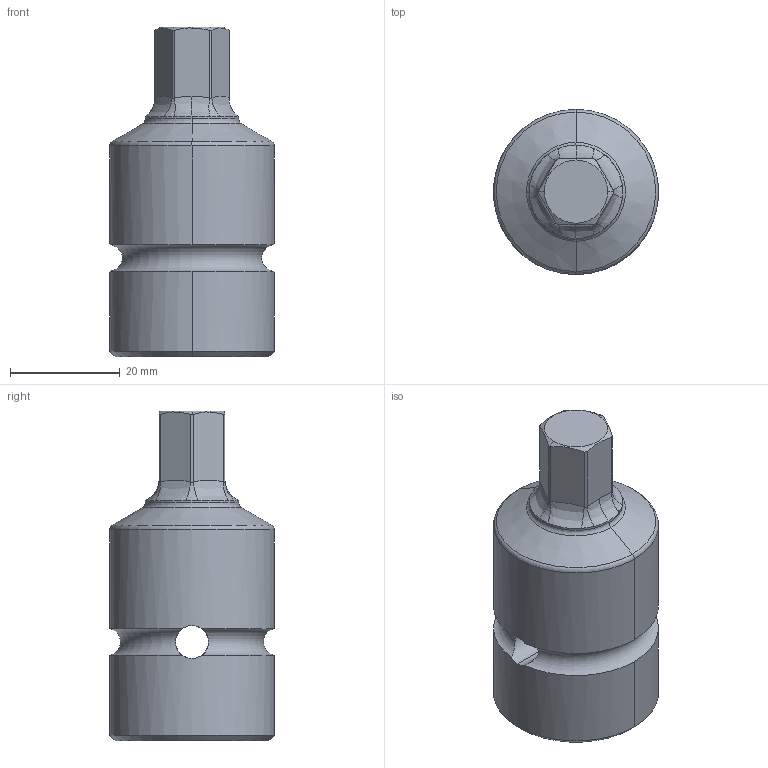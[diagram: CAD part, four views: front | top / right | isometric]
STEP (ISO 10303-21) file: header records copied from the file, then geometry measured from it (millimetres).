
FILE_DESCRIPTION((''),'2;1');
FILE_NAME('4027138912','2023-08-22T11:20:33',('A00565553'),(''),'CREO PARAMETRIC BY PTC INC, 2022414','CREO PARAMETRIC BY PTC INC, 2022414','');
FILE_SCHEMA(('CONFIG_CONTROL_DESIGN','GEOMETRIC_VALIDATION_PROPERTIES_MIM'));
Length unit declared in the file: millimetre
Products named in the file (1): 4027138912
Bounding box: 30 x 30 x 60 mm (x, y, z)
Volume: 25121.7 mm3; surface area: 7318.8 mm2
Topology: 1 solids, 1 shells, 65 faces, 182 edges, 118 vertices
Faces by surface type: cylinder 22, plane 13, bspline 11, cone 10, torus 9
Entity records: 3543 total; most frequent: CARTESIAN_POINT 1397, ORIENTED_EDGE 364, DIRECTION 296, EDGE_CURVE 182, AXIS2_PLACEMENT_3D 125, VERTEX_POINT 118, CIRCLE 71, EDGE_LOOP 68
